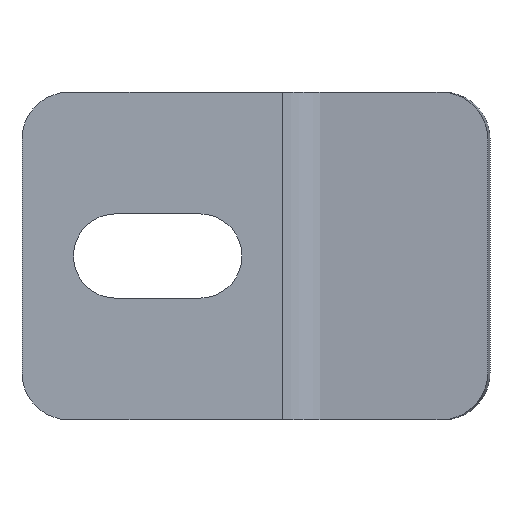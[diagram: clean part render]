
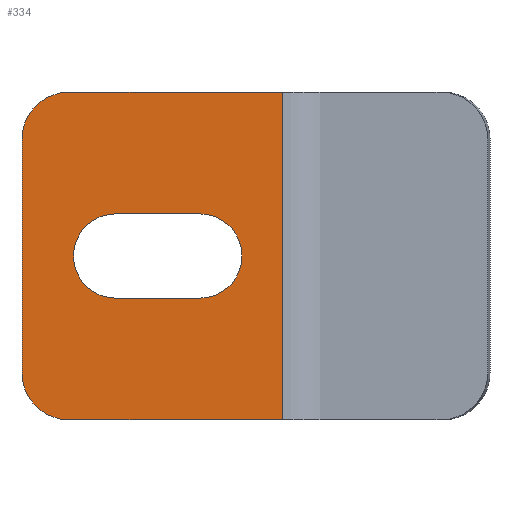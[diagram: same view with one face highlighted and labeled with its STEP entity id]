
A CAD part, front view. The second image highlights one B-rep face of the part: STEP entity #334.
In plain terms, the highlighted planar face has unit normal (0, -1, 0).
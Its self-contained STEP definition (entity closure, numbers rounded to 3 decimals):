
#15=FACE_BOUND('',#51,.T.);
#19=PLANE('',#378);
#32=FACE_OUTER_BOUND('',#50,.T.);
#50=EDGE_LOOP('',(#245,#246,#247,#248,#249,#250));
#51=EDGE_LOOP('',(#251,#252,#253,#254));
#67=LINE('',#515,#99);
#71=LINE('',#526,#103);
#75=LINE('',#539,#107);
#76=LINE('',#543,#108);
#77=LINE('',#545,#109);
#78=LINE('',#546,#110);
#99=VECTOR('',#413,10.);
#103=VECTOR('',#425,10.);
#107=VECTOR('',#437,10.);
#108=VECTOR('',#440,10.);
#109=VECTOR('',#441,10.);
#110=VECTOR('',#442,10.);
#129=CIRCLE('',#368,4.5);
#131=CIRCLE('',#372,4.5);
#133=CIRCLE('',#376,5.);
#135=CIRCLE('',#379,5.);
#145=VERTEX_POINT('',#505);
#146=VERTEX_POINT('',#506);
#149=VERTEX_POINT('',#514);
#151=VERTEX_POINT('',#520);
#153=VERTEX_POINT('',#529);
#154=VERTEX_POINT('',#530);
#157=VERTEX_POINT('',#538);
#158=VERTEX_POINT('',#540);
#159=VERTEX_POINT('',#542);
#160=VERTEX_POINT('',#544);
#177=EDGE_CURVE('',#145,#146,#129,.T.);
#181=EDGE_CURVE('',#146,#149,#67,.T.);
#184=EDGE_CURVE('',#149,#151,#131,.T.);
#187=EDGE_CURVE('',#151,#145,#71,.T.);
#189=EDGE_CURVE('',#153,#154,#133,.T.);
#193=EDGE_CURVE('',#157,#153,#75,.T.);
#194=EDGE_CURVE('',#158,#157,#135,.T.);
#195=EDGE_CURVE('',#158,#159,#76,.T.);
#196=EDGE_CURVE('',#159,#160,#77,.T.);
#197=EDGE_CURVE('',#154,#160,#78,.T.);
#245=ORIENTED_EDGE('',*,*,#189,.F.);
#246=ORIENTED_EDGE('',*,*,#193,.F.);
#247=ORIENTED_EDGE('',*,*,#194,.F.);
#248=ORIENTED_EDGE('',*,*,#195,.T.);
#249=ORIENTED_EDGE('',*,*,#196,.T.);
#250=ORIENTED_EDGE('',*,*,#197,.F.);
#251=ORIENTED_EDGE('',*,*,#184,.T.);
#252=ORIENTED_EDGE('',*,*,#187,.T.);
#253=ORIENTED_EDGE('',*,*,#177,.T.);
#254=ORIENTED_EDGE('',*,*,#181,.T.);
#334=ADVANCED_FACE('',(#32,#15),#19,.T.);
#368=AXIS2_PLACEMENT_3D('',#507,#405,#406);
#372=AXIS2_PLACEMENT_3D('',#521,#418,#419);
#376=AXIS2_PLACEMENT_3D('',#531,#429,#430);
#378=AXIS2_PLACEMENT_3D('',#537,#435,#436);
#379=AXIS2_PLACEMENT_3D('',#541,#438,#439);
#405=DIRECTION('center_axis',(0.,1.,0.));
#406=DIRECTION('ref_axis',(0.,0.,1.));
#413=DIRECTION('',(-1.,0.,0.));
#418=DIRECTION('center_axis',(0.,1.,0.));
#419=DIRECTION('ref_axis',(0.,0.,-1.));
#425=DIRECTION('',(1.,0.,0.));
#429=DIRECTION('center_axis',(0.,1.,0.));
#430=DIRECTION('ref_axis',(-0.707,0.,0.707));
#435=DIRECTION('center_axis',(0.,-1.,0.));
#436=DIRECTION('ref_axis',(1.,0.,0.));
#437=DIRECTION('',(0.,0.,1.));
#438=DIRECTION('center_axis',(0.,1.,0.));
#439=DIRECTION('ref_axis',(-0.707,0.,-0.707));
#440=DIRECTION('',(1.,0.,0.));
#441=DIRECTION('',(0.,0.,1.));
#442=DIRECTION('',(1.,0.,0.));
#505=CARTESIAN_POINT('',(19.,0.,22.));
#506=CARTESIAN_POINT('',(19.,0.,13.));
#507=CARTESIAN_POINT('Origin',(19.,0.,17.5));
#514=CARTESIAN_POINT('',(10.,0.,13.));
#515=CARTESIAN_POINT('',(5.,0.,13.));
#520=CARTESIAN_POINT('',(10.,0.,22.));
#521=CARTESIAN_POINT('Origin',(10.,0.,17.5));
#526=CARTESIAN_POINT('',(9.5,0.,22.));
#529=CARTESIAN_POINT('',(0.,0.,30.));
#530=CARTESIAN_POINT('',(5.,0.,35.));
#531=CARTESIAN_POINT('Origin',(5.,0.,30.));
#537=CARTESIAN_POINT('Origin',(0.,0.,0.));
#538=CARTESIAN_POINT('',(0.,0.,5.));
#539=CARTESIAN_POINT('',(0.,0.,0.));
#540=CARTESIAN_POINT('',(5.,0.,0.));
#541=CARTESIAN_POINT('Origin',(5.,0.,5.));
#542=CARTESIAN_POINT('',(27.831,0.,0.));
#543=CARTESIAN_POINT('',(0.,0.,0.));
#544=CARTESIAN_POINT('',(27.831,0.,35.));
#545=CARTESIAN_POINT('',(27.831,0.,0.));
#546=CARTESIAN_POINT('',(0.,0.,35.));
